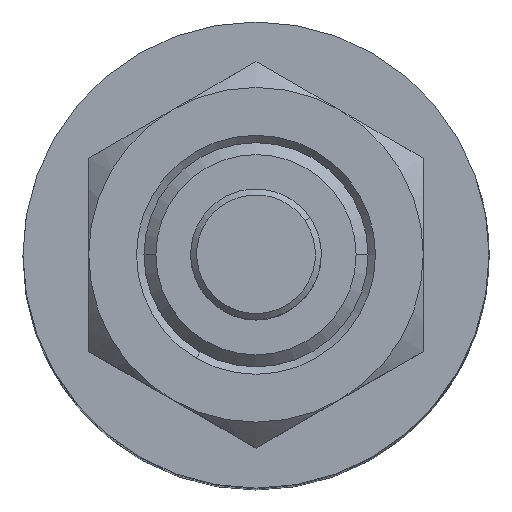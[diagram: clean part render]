
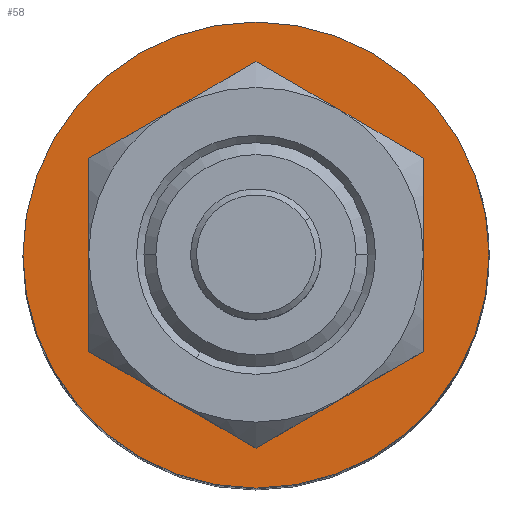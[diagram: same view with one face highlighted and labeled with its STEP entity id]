
A CAD part, top view. The second image highlights one B-rep face of the part: STEP entity #58.
In plain terms, the highlighted planar face has unit normal (0, 0, 1).
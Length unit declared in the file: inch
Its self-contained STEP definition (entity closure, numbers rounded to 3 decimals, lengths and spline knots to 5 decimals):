
#40 = EDGE_CURVE ( 'NONE', #235, #2653, #1947, .T. ) ;
#58 = ADVANCED_FACE ( 'NONE', ( #720, #2517 ), #1625, .F. ) ;
#135 = CIRCLE ( 'NONE', #1485, 0.373 ) ;
#174 = DIRECTION ( 'NONE',  ( 0., 0., -1. ) ) ;
#235 = VERTEX_POINT ( 'NONE', #242 ) ;
#242 = CARTESIAN_POINT ( 'NONE',  ( 0.78, 0., -0.88 ) ) ;
#246 = DIRECTION ( 'NONE',  ( 1., 0., 0. ) ) ;
#474 = DIRECTION ( 'NONE',  ( 0., 0., 1. ) ) ;
#536 = CARTESIAN_POINT ( 'NONE',  ( -0.78, 0., -0.88 ) ) ;
#720 = FACE_OUTER_BOUND ( 'NONE', #1812, .T. ) ;
#882 = VERTEX_POINT ( 'NONE', #1874 ) ;
#978 = CARTESIAN_POINT ( 'NONE',  ( 0., 0., -0.88 ) ) ;
#1011 = EDGE_CURVE ( 'NONE', #1946, #882, #135, .T. ) ;
#1219 = DIRECTION ( 'NONE',  ( 1., 0., 0. ) ) ;
#1267 = ORIENTED_EDGE ( 'NONE', *, *, #1011, .F. ) ;
#1350 = CIRCLE ( 'NONE', #2770, 0.78 ) ;
#1402 = CARTESIAN_POINT ( 'NONE',  ( 0., 0., -0.88 ) ) ;
#1421 = AXIS2_PLACEMENT_3D ( 'NONE', #1402, #3125, #1654 ) ;
#1485 = AXIS2_PLACEMENT_3D ( 'NONE', #1940, #474, #2184 ) ;
#1625 = PLANE ( 'NONE',  #2745 ) ;
#1654 = DIRECTION ( 'NONE',  ( 1., 0., 0. ) ) ;
#1719 = DIRECTION ( 'NONE',  ( 0., 0., 1. ) ) ;
#1804 = EDGE_LOOP ( 'NONE', ( #1267, #2854 ) ) ;
#1812 = EDGE_LOOP ( 'NONE', ( #2123, #2924 ) ) ;
#1874 = CARTESIAN_POINT ( 'NONE',  ( -0.373, 0., -0.88 ) ) ;
#1875 = CARTESIAN_POINT ( 'NONE',  ( 0.373, 0., -0.88 ) ) ;
#1876 = CARTESIAN_POINT ( 'NONE',  ( 0., 0.78, -0.88 ) ) ;
#1889 = DIRECTION ( 'NONE',  ( -1., 0., 0. ) ) ;
#1940 = CARTESIAN_POINT ( 'NONE',  ( 0., 0., -0.88 ) ) ;
#1946 = VERTEX_POINT ( 'NONE', #1875 ) ;
#1947 = CIRCLE ( 'NONE', #1421, 0.78 ) ;
#2004 = CIRCLE ( 'NONE', #2429, 0.373 ) ;
#2123 = ORIENTED_EDGE ( 'NONE', *, *, #40, .T. ) ;
#2184 = DIRECTION ( 'NONE',  ( 1., 0., 0. ) ) ;
#2429 = AXIS2_PLACEMENT_3D ( 'NONE', #978, #2693, #1219 ) ;
#2516 = EDGE_CURVE ( 'NONE', #882, #1946, #2004, .T. ) ;
#2517 = FACE_BOUND ( 'NONE', #1804, .T. ) ;
#2518 = EDGE_CURVE ( 'NONE', #2653, #235, #1350, .T. ) ;
#2653 = VERTEX_POINT ( 'NONE', #536 ) ;
#2693 = DIRECTION ( 'NONE',  ( 0., 0., 1. ) ) ;
#2745 = AXIS2_PLACEMENT_3D ( 'NONE', #1876, #174, #1889 ) ;
#2770 = AXIS2_PLACEMENT_3D ( 'NONE', #3195, #1719, #246 ) ;
#2854 = ORIENTED_EDGE ( 'NONE', *, *, #2516, .F. ) ;
#2924 = ORIENTED_EDGE ( 'NONE', *, *, #2518, .T. ) ;
#3125 = DIRECTION ( 'NONE',  ( 0., 0., 1. ) ) ;
#3195 = CARTESIAN_POINT ( 'NONE',  ( 0., 0., -0.88 ) ) ;
